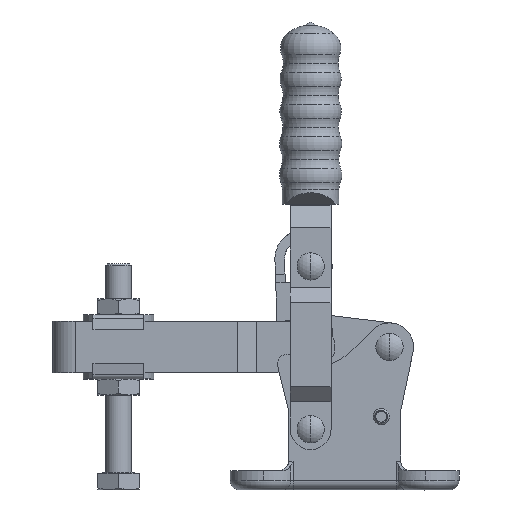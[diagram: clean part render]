
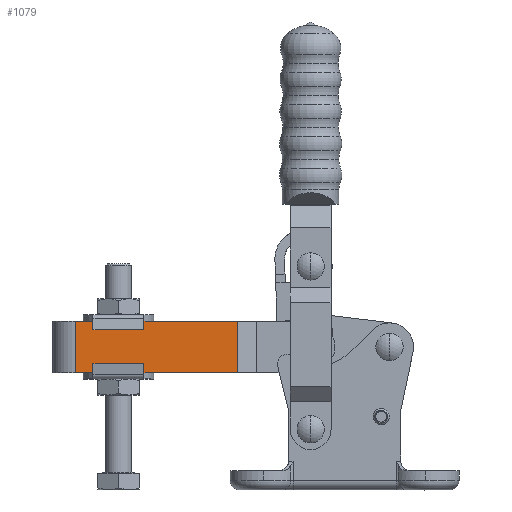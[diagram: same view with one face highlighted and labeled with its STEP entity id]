
A CAD part, top view. The second image highlights one B-rep face of the part: STEP entity #1079.
In plain terms, the highlighted planar face has unit normal (0, 0, 1).
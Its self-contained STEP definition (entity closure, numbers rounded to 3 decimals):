
#422 = LINE ( 'NONE', #6565, #6062 ) ;
#1079 = ADVANCED_FACE ( 'NONE', ( #14575 ), #13503, .F. ) ;
#1442 = VECTOR ( 'NONE', #12636, 1000. ) ;
#1841 = LINE ( 'NONE', #5211, #5205 ) ;
#2443 = EDGE_CURVE ( 'NONE', #8798, #12544, #13458, .T. ) ;
#2906 = VERTEX_POINT ( 'NONE', #8901 ) ;
#3635 = ORIENTED_EDGE ( 'NONE', *, *, #13613, .T. ) ;
#4345 = DIRECTION ( 'NONE',  ( 1., 0., 0. ) ) ;
#4653 = EDGE_LOOP ( 'NONE', ( #13873, #3635, #7522, #13502 ) ) ;
#4777 = CARTESIAN_POINT ( 'NONE',  ( -59.7, 47.8, 7.15 ) ) ;
#5205 = VECTOR ( 'NONE', #7452, 1000. ) ;
#5211 = CARTESIAN_POINT ( 'NONE',  ( -117.2, 47.8, 7.15 ) ) ;
#5322 = CARTESIAN_POINT ( 'NONE',  ( -110.036, 31.8, 7.15 ) ) ;
#6062 = VECTOR ( 'NONE', #4345, 1000. ) ;
#6310 = DIRECTION ( 'NONE',  ( 0., 1., 0. ) ) ;
#6344 = EDGE_CURVE ( 'NONE', #9125, #12544, #422, .T. ) ;
#6565 = CARTESIAN_POINT ( 'NONE',  ( -42.19, 31.8, 7.15 ) ) ;
#7452 = DIRECTION ( 'NONE',  ( -1., 0., 0. ) ) ;
#7522 = ORIENTED_EDGE ( 'NONE', *, *, #6344, .T. ) ;
#8374 = LINE ( 'NONE', #8912, #11724 ) ;
#8798 = VERTEX_POINT ( 'NONE', #4777 ) ;
#8901 = CARTESIAN_POINT ( 'NONE',  ( -110.036, 47.8, 7.15 ) ) ;
#8912 = CARTESIAN_POINT ( 'NONE',  ( -110.036, 50.3, 7.15 ) ) ;
#9125 = VERTEX_POINT ( 'NONE', #5322 ) ;
#10065 = DIRECTION ( 'NONE',  ( 0., -1., 0. ) ) ;
#10846 = CARTESIAN_POINT ( 'NONE',  ( -59.7, 31.8, 7.15 ) ) ;
#11354 = CARTESIAN_POINT ( 'NONE',  ( -110.036, 50.3, 7.15 ) ) ;
#11449 = CARTESIAN_POINT ( 'NONE',  ( -59.7, 50.3, 7.15 ) ) ;
#11724 = VECTOR ( 'NONE', #10065, 1000. ) ;
#12304 = AXIS2_PLACEMENT_3D ( 'NONE', #11354, #14242, #6310 ) ;
#12544 = VERTEX_POINT ( 'NONE', #10846 ) ;
#12636 = DIRECTION ( 'NONE',  ( 0., -1., 0. ) ) ;
#12944 = EDGE_CURVE ( 'NONE', #8798, #2906, #1841, .T. ) ;
#13458 = LINE ( 'NONE', #11449, #1442 ) ;
#13502 = ORIENTED_EDGE ( 'NONE', *, *, #2443, .F. ) ;
#13503 = PLANE ( 'NONE',  #12304 ) ;
#13613 = EDGE_CURVE ( 'NONE', #2906, #9125, #8374, .T. ) ;
#13873 = ORIENTED_EDGE ( 'NONE', *, *, #12944, .T. ) ;
#14242 = DIRECTION ( 'NONE',  ( 0., 0., -1. ) ) ;
#14575 = FACE_OUTER_BOUND ( 'NONE', #4653, .T. ) ;
